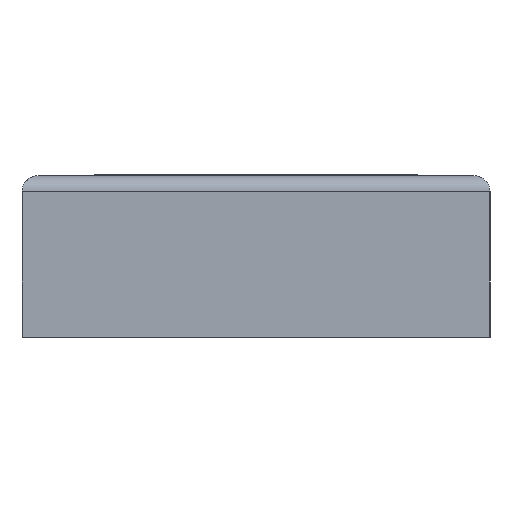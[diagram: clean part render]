
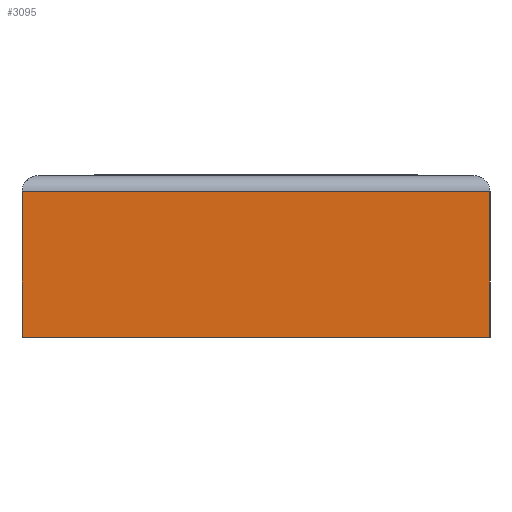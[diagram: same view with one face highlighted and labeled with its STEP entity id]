
A CAD part, left-side view. The second image highlights one B-rep face of the part: STEP entity #3095.
In plain terms, the highlighted face is planar.
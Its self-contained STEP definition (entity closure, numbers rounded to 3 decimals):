
#1445=ORIENTED_EDGE('',*,*,#1923,.F.);
#1446=ORIENTED_EDGE('',*,*,#1905,.T.);
#1447=ORIENTED_EDGE('',*,*,#1925,.T.);
#1448=ORIENTED_EDGE('',*,*,#1926,.F.);
#1673=VECTOR('',#2269,1.);
#1685=VECTOR('',#2297,1.);
#1687=VECTOR('',#2301,1.);
#1688=VECTOR('',#2302,1.);
#1739=LINE('',#2620,#1673);
#1751=LINE('',#2655,#1685);
#1753=LINE('',#2659,#1687);
#1754=LINE('',#2660,#1688);
#1805=VERTEX_POINT('',#2617);
#1806=VERTEX_POINT('',#2619);
#1821=VERTEX_POINT('',#2654);
#1822=VERTEX_POINT('',#2658);
#1905=EDGE_CURVE('',#1806,#1805,#1739,.T.);
#1923=EDGE_CURVE('',#1806,#1821,#1751,.T.);
#1925=EDGE_CURVE('',#1805,#1822,#1753,.T.);
#1926=EDGE_CURVE('',#1821,#1822,#1754,.T.);
#2036=EDGE_LOOP('',(#1445,#1446,#1447,#1448));
#2152=FACE_BOUND('',#2036,.T.);
#2269=DIRECTION('',(0.,58.,0.));
#2297=DIRECTION('',(0.,0.,18.));
#2299=DIRECTION('',(1.,0.,0.));
#2300=DIRECTION('',(0.,-1.,0.));
#2301=DIRECTION('',(0.,0.,18.));
#2302=DIRECTION('',(0.,58.,0.));
#2617=CARTESIAN_POINT('',(120.,58.,0.));
#2619=CARTESIAN_POINT('',(120.,0.,0.));
#2620=CARTESIAN_POINT('',(120.,0.,0.));
#2654=CARTESIAN_POINT('',(120.,0.,18.));
#2655=CARTESIAN_POINT('',(120.,0.,0.));
#2657=CARTESIAN_POINT('',(120.,0.,0.));
#2658=CARTESIAN_POINT('',(120.,58.,18.));
#2659=CARTESIAN_POINT('',(120.,58.,0.));
#2660=CARTESIAN_POINT('',(120.,0.,18.));
#2929=AXIS2_PLACEMENT_3D('',#2657,#2299,#2300);
#3064=PLANE('',#2929);
#3095=ADVANCED_FACE('',(#2152),#3064,.T.);
